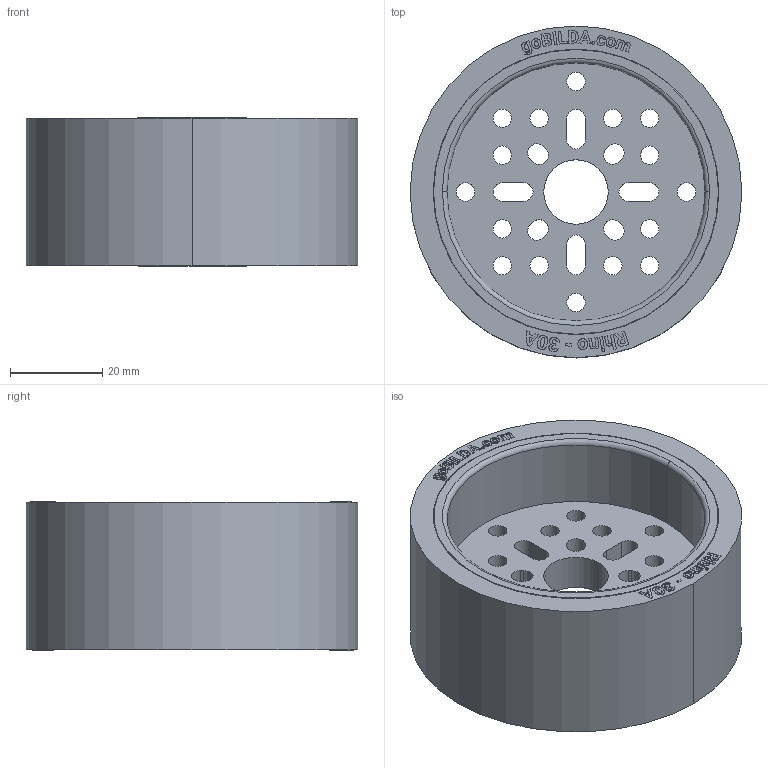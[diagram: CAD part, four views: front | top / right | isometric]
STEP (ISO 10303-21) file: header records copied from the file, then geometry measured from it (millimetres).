
FILE_DESCRIPTION (( 'STEP AP203' ), '1' );
FILE_NAME ('3614-0014-0072 assembly.STEP', '2021-07-19T14:47:51', ( '' ), ( '' ), 'SwSTEP 2.0', 'SolidWorks 2016', '' );
FILE_SCHEMA (( 'CONFIG_CONTROL_DESIGN' ));
Length unit declared in the file: millimetre
Products named in the file (4): 3614-0014-0072 assembly; 3614-0014-0072 wheel ring; 3614-0014-0072 wheel; 3614-0014-0072 Text
Assembly tree (4 placements, depth 2):
  3614-0014-0072 assembly
    3614-0014-0072 wheel
    3614-0014-0072 Text  x2
    3614-0014-0072 wheel ring
Bounding box: 72 x 72 x 32.2 mm (x, y, z)
Volume: 66778.3 mm3; surface area: 34197.7 mm2
Topology: 44 solids, 44 shells, 804 faces, 2134 edges, 1420 vertices
Faces by surface type: bspline 380, plane 348, cylinder 68, torus 8
Entity records: 15618 total; most frequent: CARTESIAN_POINT 5017, ORIENTED_EDGE 2396, DIRECTION 1502, EDGE_CURVE 1198, VERTEX_POINT 796, LINE 668, VECTOR 668, EDGE_LOOP 526
